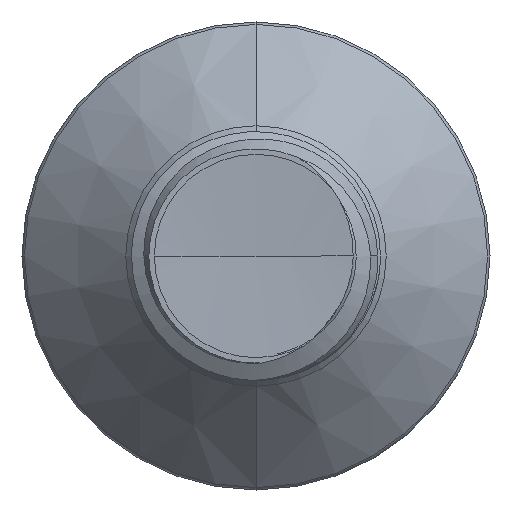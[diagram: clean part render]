
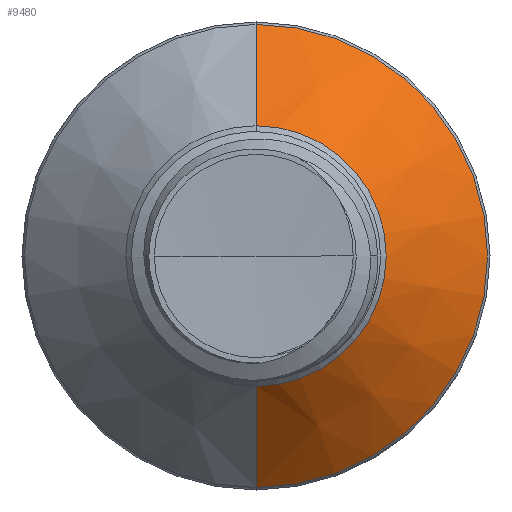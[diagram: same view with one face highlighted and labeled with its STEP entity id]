
A CAD part, front view. The second image highlights one B-rep face of the part: STEP entity #9480.
In plain terms, the highlighted conical face has half-angle 45 degrees and reference radius 1.308 mm.
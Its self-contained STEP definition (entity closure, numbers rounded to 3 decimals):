
#236 = CARTESIAN_POINT ( 'NONE',  ( 0., 2.955, 0. ) ) ;
#479 = VERTEX_POINT ( 'NONE', #11191 ) ;
#494 = VERTEX_POINT ( 'NONE', #14998 ) ;
#906 = DIRECTION ( 'NONE',  ( 0., 1., 0. ) ) ;
#1018 = DIRECTION ( 'NONE',  ( 0., 0.707, 0.707 ) ) ;
#1437 = DIRECTION ( 'NONE',  ( 0., 0., 1. ) ) ;
#1965 = CARTESIAN_POINT ( 'NONE',  ( 0., 3.972, -2.325 ) ) ;
#2093 = CONICAL_SURFACE ( 'NONE', #3182, 1.308, 0.785 ) ;
#2479 = CIRCLE ( 'NONE', #13898, 2.325 ) ;
#2488 = ORIENTED_EDGE ( 'NONE', *, *, #5346, .T. ) ;
#2539 = VERTEX_POINT ( 'NONE', #6608 ) ;
#3024 = EDGE_CURVE ( 'NONE', #479, #2539, #14526, .T. ) ;
#3182 = AXIS2_PLACEMENT_3D ( 'NONE', #10675, #5982, #11882 ) ;
#3633 = EDGE_LOOP ( 'NONE', ( #8243, #2488, #5557, #11748 ) ) ;
#4583 = EDGE_CURVE ( 'NONE', #2539, #8842, #2479, .T. ) ;
#4624 = AXIS2_PLACEMENT_3D ( 'NONE', #236, #8352, #1437 ) ;
#5346 = EDGE_CURVE ( 'NONE', #494, #8842, #5364, .T. ) ;
#5364 = LINE ( 'NONE', #13686, #14692 ) ;
#5513 = DIRECTION ( 'NONE',  ( 0., 0.707, -0.707 ) ) ;
#5557 = ORIENTED_EDGE ( 'NONE', *, *, #4583, .F. ) ;
#5982 = DIRECTION ( 'NONE',  ( 0., 1., 0. ) ) ;
#6608 = CARTESIAN_POINT ( 'NONE',  ( 0., 3.972, 2.325 ) ) ;
#6882 = EDGE_CURVE ( 'NONE', #479, #494, #11894, .T. ) ;
#7831 = CARTESIAN_POINT ( 'NONE',  ( 0., 3.972, 0. ) ) ;
#8243 = ORIENTED_EDGE ( 'NONE', *, *, #6882, .T. ) ;
#8352 = DIRECTION ( 'NONE',  ( 0., 1., 0. ) ) ;
#8842 = VERTEX_POINT ( 'NONE', #1965 ) ;
#8996 = DIRECTION ( 'NONE',  ( 0., 0., 1. ) ) ;
#9480 = ADVANCED_FACE ( 'NONE', ( #11308 ), #2093, .T. ) ;
#10675 = CARTESIAN_POINT ( 'NONE',  ( 0., 2.955, 0. ) ) ;
#11191 = CARTESIAN_POINT ( 'NONE',  ( 0., 2.955, 1.308 ) ) ;
#11308 = FACE_OUTER_BOUND ( 'NONE', #3633, .T. ) ;
#11748 = ORIENTED_EDGE ( 'NONE', *, *, #3024, .F. ) ;
#11753 = VECTOR ( 'NONE', #1018, 1000. ) ;
#11882 = DIRECTION ( 'NONE',  ( 0., 0., 1. ) ) ;
#11894 = CIRCLE ( 'NONE', #4624, 1.308 ) ;
#13686 = CARTESIAN_POINT ( 'NONE',  ( 0., 2.955, -1.308 ) ) ;
#13870 = CARTESIAN_POINT ( 'NONE',  ( 0., 2.955, 1.308 ) ) ;
#13898 = AXIS2_PLACEMENT_3D ( 'NONE', #7831, #906, #8996 ) ;
#14526 = LINE ( 'NONE', #13870, #11753 ) ;
#14692 = VECTOR ( 'NONE', #5513, 1000. ) ;
#14998 = CARTESIAN_POINT ( 'NONE',  ( 0., 2.955, -1.308 ) ) ;
